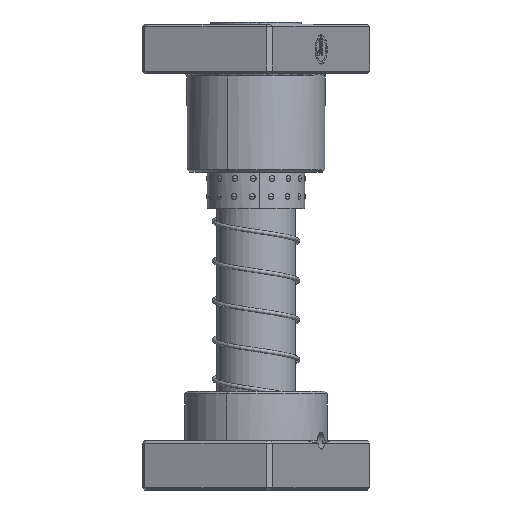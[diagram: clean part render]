
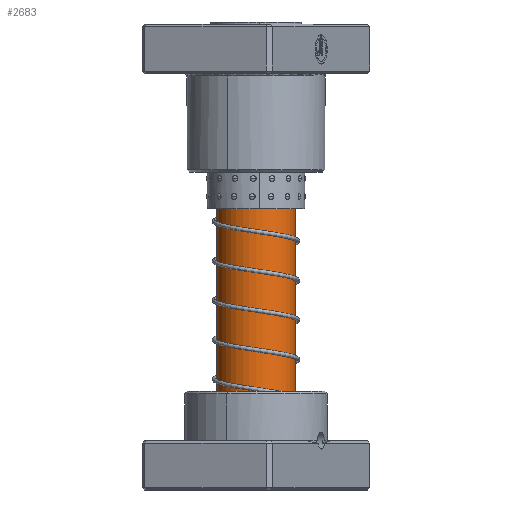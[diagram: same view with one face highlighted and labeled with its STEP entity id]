
A CAD part, front view. The second image highlights one B-rep face of the part: STEP entity #2683.
In plain terms, the highlighted cylindrical face has radius 16 mm (diameter 32 mm), a partial arc.
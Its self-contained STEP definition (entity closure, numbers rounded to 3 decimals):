
#331 = ORIENTED_EDGE ( 'NONE', *, *, #15567, .T. ) ;
#2639 = VECTOR ( 'NONE', #35465, 1000. ) ;
#2683 = ADVANCED_FACE ( 'NONE', ( #17994 ), #26015, .T. ) ;
#2787 = CARTESIAN_POINT ( 'NONE',  ( 0., 0., 157.5 ) ) ;
#3194 = EDGE_CURVE ( 'NONE', #31133, #10562, #23810, .T. ) ;
#5104 = DIRECTION ( 'NONE',  ( -1., 0., 0. ) ) ;
#5254 = DIRECTION ( 'NONE',  ( 0., 0., -1. ) ) ;
#6179 = DIRECTION ( 'NONE',  ( 1., 0., 0. ) ) ;
#6218 = EDGE_CURVE ( 'NONE', #32190, #18260, #17181, .T. ) ;
#6837 = CARTESIAN_POINT ( 'NONE',  ( 16., 0., 157.5 ) ) ;
#8557 = CARTESIAN_POINT ( 'NONE',  ( 0., 0., 160. ) ) ;
#10562 = VERTEX_POINT ( 'NONE', #35389 ) ;
#11656 = LINE ( 'NONE', #11765, #2639 ) ;
#11704 = ORIENTED_EDGE ( 'NONE', *, *, #6218, .T. ) ;
#11765 = CARTESIAN_POINT ( 'NONE',  ( -16., 0., 160. ) ) ;
#13439 = CARTESIAN_POINT ( 'NONE',  ( 16., 0., 160. ) ) ;
#15567 = EDGE_CURVE ( 'NONE', #18260, #10562, #11656, .T. ) ;
#16832 = DIRECTION ( 'NONE',  ( 0., 0., -1. ) ) ;
#17181 = CIRCLE ( 'NONE', #37302, 16. ) ;
#17994 = FACE_OUTER_BOUND ( 'NONE', #20394, .T. ) ;
#18260 = VERTEX_POINT ( 'NONE', #31782 ) ;
#20170 = DIRECTION ( 'NONE',  ( 0., 0., -1. ) ) ;
#20394 = EDGE_LOOP ( 'NONE', ( #25430, #11704, #331, #28737 ) ) ;
#22962 = CARTESIAN_POINT ( 'NONE',  ( 16., 0., 24. ) ) ;
#23810 = CIRCLE ( 'NONE', #28750, 16. ) ;
#25430 = ORIENTED_EDGE ( 'NONE', *, *, #40881, .F. ) ;
#26015 = CYLINDRICAL_SURFACE ( 'NONE', #26727, 16. ) ;
#26536 = DIRECTION ( 'NONE',  ( 0., 0., -1. ) ) ;
#26727 = AXIS2_PLACEMENT_3D ( 'NONE', #8557, #5254, #5104 ) ;
#26733 = VECTOR ( 'NONE', #16832, 1000. ) ;
#28737 = ORIENTED_EDGE ( 'NONE', *, *, #3194, .F. ) ;
#28750 = AXIS2_PLACEMENT_3D ( 'NONE', #40395, #20170, #43810 ) ;
#31133 = VERTEX_POINT ( 'NONE', #22962 ) ;
#31782 = CARTESIAN_POINT ( 'NONE',  ( -16., 0., 157.5 ) ) ;
#32190 = VERTEX_POINT ( 'NONE', #6837 ) ;
#35389 = CARTESIAN_POINT ( 'NONE',  ( -16., 0., 24. ) ) ;
#35465 = DIRECTION ( 'NONE',  ( 0., 0., -1. ) ) ;
#35696 = LINE ( 'NONE', #13439, #26733 ) ;
#37302 = AXIS2_PLACEMENT_3D ( 'NONE', #2787, #26536, #6179 ) ;
#40395 = CARTESIAN_POINT ( 'NONE',  ( 0., 0., 24. ) ) ;
#40881 = EDGE_CURVE ( 'NONE', #32190, #31133, #35696, .T. ) ;
#43810 = DIRECTION ( 'NONE',  ( -1., 0., 0. ) ) ;
